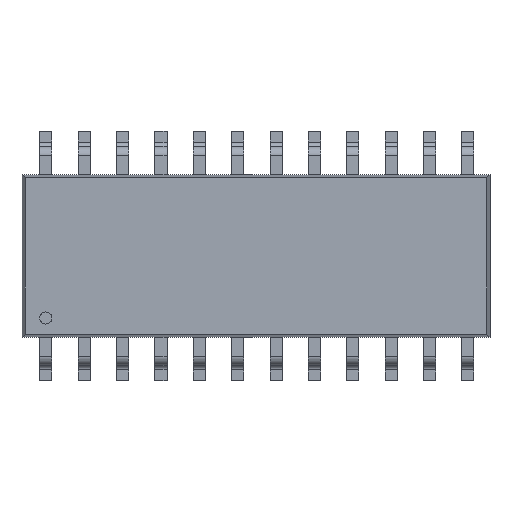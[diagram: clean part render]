
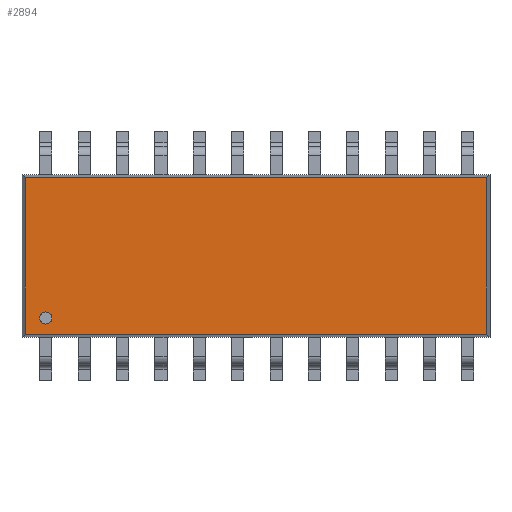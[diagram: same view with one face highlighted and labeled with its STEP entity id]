
A CAD part, top view. The second image highlights one B-rep face of the part: STEP entity #2894.
In plain terms, the highlighted planar face has unit normal (0, 0, 1).
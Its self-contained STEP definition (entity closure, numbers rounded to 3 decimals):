
#2894 = ADVANCED_FACE('',(#2895,#2906),#2940,.T.);
#2895 = FACE_BOUND('',#2896,.T.);
#2896 = EDGE_LOOP('',(#2897));
#2897 = ORIENTED_EDGE('',*,*,#2898,.F.);
#2898 = EDGE_CURVE('',#2899,#2899,#2901,.T.);
#2899 = VERTEX_POINT('',#2900);
#2900 = CARTESIAN_POINT('',(-6.755,-2.055,2.03));
#2901 = CIRCLE('',#2902,0.2);
#2902 = AXIS2_PLACEMENT_3D('',#2903,#2904,#2905);
#2903 = CARTESIAN_POINT('',(-6.955,-2.055,2.03));
#2904 = DIRECTION('',(0.,0.,1.));
#2905 = DIRECTION('',(1.,0.,-0.));
#2906 = FACE_BOUND('',#2907,.T.);
#2907 = EDGE_LOOP('',(#2908,#2918,#2926,#2934));
#2908 = ORIENTED_EDGE('',*,*,#2909,.T.);
#2909 = EDGE_CURVE('',#2910,#2912,#2914,.T.);
#2910 = VERTEX_POINT('',#2911);
#2911 = CARTESIAN_POINT('',(7.645,-2.59,2.03));
#2912 = VERTEX_POINT('',#2913);
#2913 = CARTESIAN_POINT('',(7.645,2.59,2.03));
#2914 = LINE('',#2915,#2916);
#2915 = CARTESIAN_POINT('',(7.645,0.,2.03));
#2916 = VECTOR('',#2917,1.);
#2917 = DIRECTION('',(0.,1.,0.));
#2918 = ORIENTED_EDGE('',*,*,#2919,.T.);
#2919 = EDGE_CURVE('',#2912,#2920,#2922,.T.);
#2920 = VERTEX_POINT('',#2921);
#2921 = CARTESIAN_POINT('',(-7.645,2.59,2.03));
#2922 = LINE('',#2923,#2924);
#2923 = CARTESIAN_POINT('',(0.,2.59,2.03));
#2924 = VECTOR('',#2925,1.);
#2925 = DIRECTION('',(-1.,0.,0.));
#2926 = ORIENTED_EDGE('',*,*,#2927,.T.);
#2927 = EDGE_CURVE('',#2920,#2928,#2930,.T.);
#2928 = VERTEX_POINT('',#2929);
#2929 = CARTESIAN_POINT('',(-7.645,-2.59,2.03));
#2930 = LINE('',#2931,#2932);
#2931 = CARTESIAN_POINT('',(-7.645,-2.69,2.03));
#2932 = VECTOR('',#2933,1.);
#2933 = DIRECTION('',(0.,-1.,0.));
#2934 = ORIENTED_EDGE('',*,*,#2935,.T.);
#2935 = EDGE_CURVE('',#2928,#2910,#2936,.T.);
#2936 = LINE('',#2937,#2938);
#2937 = CARTESIAN_POINT('',(7.745,-2.59,2.03));
#2938 = VECTOR('',#2939,1.);
#2939 = DIRECTION('',(1.,0.,0.));
#2940 = PLANE('',#2941);
#2941 = AXIS2_PLACEMENT_3D('',#2942,#2943,#2944);
#2942 = CARTESIAN_POINT('',(0.,0.,2.03));
#2943 = DIRECTION('',(0.,0.,1.));
#2944 = DIRECTION('',(1.,0.,-0.));
